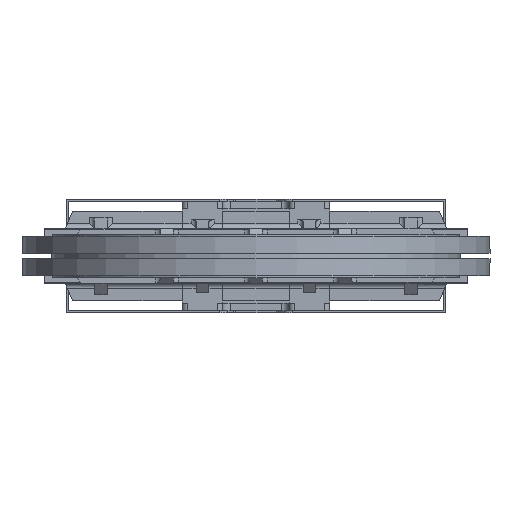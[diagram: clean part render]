
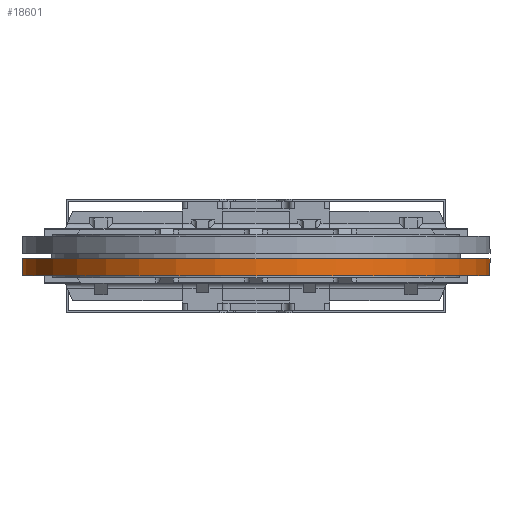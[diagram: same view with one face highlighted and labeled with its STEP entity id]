
A CAD part, front view. The second image highlights one B-rep face of the part: STEP entity #18601.
In plain terms, the highlighted cylindrical face has radius 460 mm (diameter 920 mm), a partial arc.
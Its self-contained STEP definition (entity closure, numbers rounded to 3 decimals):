
#3008 = CARTESIAN_POINT ( 'NONE',  ( 460., 0., -36. ) ) ;
#4924 = DIRECTION ( 'NONE',  ( 0., 0., -1. ) ) ;
#4984 = EDGE_CURVE ( 'NONE', #46517, #54138, #38593, .T. ) ;
#9355 = ORIENTED_EDGE ( 'NONE', *, *, #23505, .T. ) ;
#12515 = CARTESIAN_POINT ( 'NONE',  ( 460., 0., 41. ) ) ;
#13814 = VERTEX_POINT ( 'NONE', #44801 ) ;
#17223 = CARTESIAN_POINT ( 'NONE',  ( -460., 0., -2.5 ) ) ;
#17806 = CARTESIAN_POINT ( 'NONE',  ( 0., 0., -36. ) ) ;
#18601 = ADVANCED_FACE ( 'NONE', ( #28935 ), #49297, .T. ) ;
#20847 = DIRECTION ( 'NONE',  ( -1., 0., 0. ) ) ;
#21256 = AXIS2_PLACEMENT_3D ( 'NONE', #35163, #44791, #20847 ) ;
#23505 = EDGE_CURVE ( 'NONE', #13814, #46517, #61561, .T. ) ;
#23703 = EDGE_CURVE ( 'NONE', #13814, #52422, #23868, .T. ) ;
#23868 = LINE ( 'NONE', #12515, #32875 ) ;
#24891 = CARTESIAN_POINT ( 'NONE',  ( -460., 0., 41. ) ) ;
#27235 = DIRECTION ( 'NONE',  ( 1., 0., 0. ) ) ;
#28935 = FACE_OUTER_BOUND ( 'NONE', #44628, .T. ) ;
#31962 = CARTESIAN_POINT ( 'NONE',  ( -460., 0., -36. ) ) ;
#32875 = VECTOR ( 'NONE', #36692, 1000. ) ;
#33131 = EDGE_CURVE ( 'NONE', #54138, #52422, #42553, .T. ) ;
#33780 = CARTESIAN_POINT ( 'NONE',  ( 0., 0., -2.5 ) ) ;
#35163 = CARTESIAN_POINT ( 'NONE',  ( 0., 0., 41. ) ) ;
#36692 = DIRECTION ( 'NONE',  ( 0., 0., -1. ) ) ;
#37369 = ORIENTED_EDGE ( 'NONE', *, *, #23703, .F. ) ;
#37895 = AXIS2_PLACEMENT_3D ( 'NONE', #17806, #60119, #27235 ) ;
#38593 = LINE ( 'NONE', #24891, #46138 ) ;
#38779 = DIRECTION ( 'NONE',  ( 0., 0., -1. ) ) ;
#42553 = CIRCLE ( 'NONE', #37895, 460. ) ;
#43219 = DIRECTION ( 'NONE',  ( -1., 0., 0. ) ) ;
#44628 = EDGE_LOOP ( 'NONE', ( #37369, #9355, #54293, #62210 ) ) ;
#44791 = DIRECTION ( 'NONE',  ( 0., 0., -1. ) ) ;
#44801 = CARTESIAN_POINT ( 'NONE',  ( 460., 0., -2.5 ) ) ;
#46138 = VECTOR ( 'NONE', #38779, 1000. ) ;
#46517 = VERTEX_POINT ( 'NONE', #17223 ) ;
#47216 = AXIS2_PLACEMENT_3D ( 'NONE', #33780, #4924, #43219 ) ;
#49297 = CYLINDRICAL_SURFACE ( 'NONE', #21256, 460. ) ;
#52422 = VERTEX_POINT ( 'NONE', #3008 ) ;
#54138 = VERTEX_POINT ( 'NONE', #31962 ) ;
#54293 = ORIENTED_EDGE ( 'NONE', *, *, #4984, .T. ) ;
#60119 = DIRECTION ( 'NONE',  ( 0., 0., 1. ) ) ;
#61561 = CIRCLE ( 'NONE', #47216, 460. ) ;
#62210 = ORIENTED_EDGE ( 'NONE', *, *, #33131, .T. ) ;
